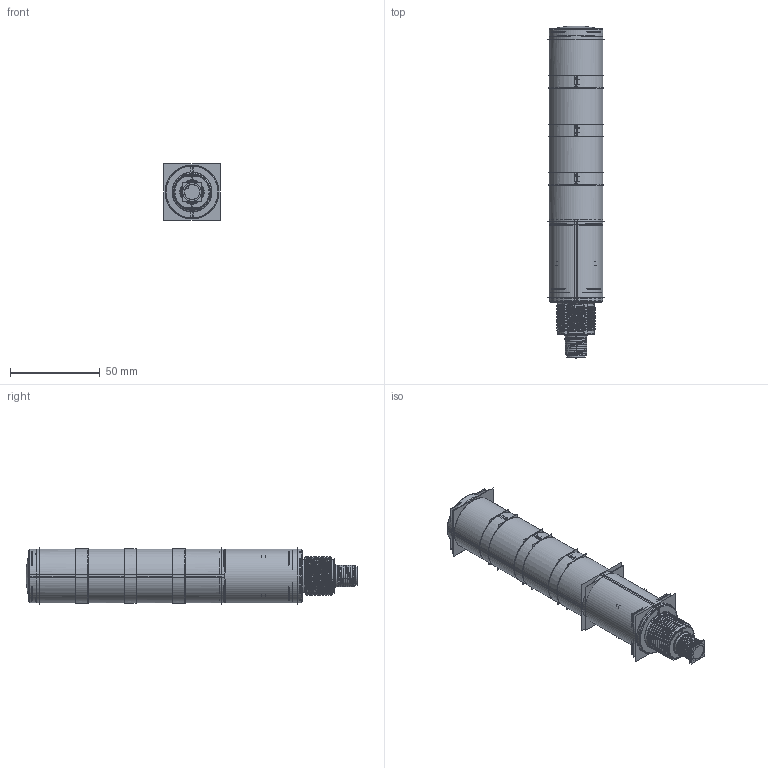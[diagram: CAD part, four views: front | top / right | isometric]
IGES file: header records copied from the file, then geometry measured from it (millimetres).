
Start section:  PTC IGES file: 204598.igs
Global section: file name: 204598.igs; native system: Creo Parametric by PTC Inc.; preprocessor: 2016260; author: pdmadmin; organization: Unknown; date: 20180509.143806; units: millimetre
Bounding box: 31.23 x 184.78 x 31.24 mm (x, y, z)
Volume: 46559 mm3; surface area: 256862.6 mm2
Topology: 11 solids, 11 shells, 2886 faces, 13908 edges, 17087 vertices
Faces by surface type: bspline 1852, revolution 1034
